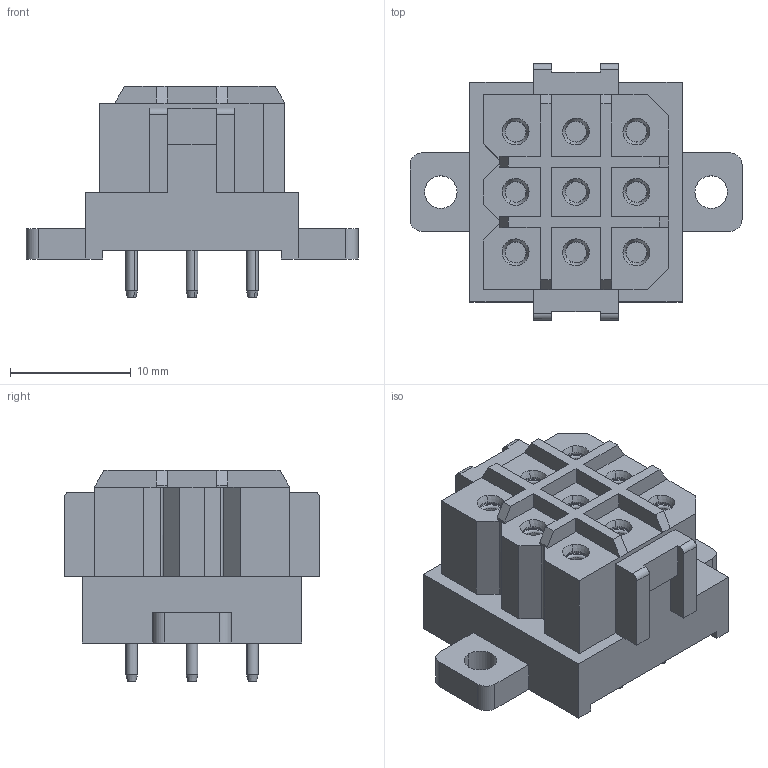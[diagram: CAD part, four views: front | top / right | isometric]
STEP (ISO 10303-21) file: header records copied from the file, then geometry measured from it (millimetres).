
FILE_DESCRIPTION(('CATIA V5 STEP Exchange','CAx-IF Rec.Pracs.--- Model Styling and Organization---1.2---2011-12-15'),'2;1');
FILE_NAME ('D1452027_0_1442700000_1442700000.stp','2018-09-20T17:23:55+00:00',('none'),('Weidmueller'),'CATIA Version 5-6 Release 2014','CATIA V5 STEP AP214','none');
FILE_SCHEMA(('AUTOMOTIVE_DESIGN { 1 0 10303 214 1 1 1 1 }'));
Length unit declared in the file: millimetre
Products named in the file (1): 1442700000
Bounding box: 27.5 x 21.2 x 17.5 mm (x, y, z)
Volume: 3514.8 mm3; surface area: 4266 mm2
Topology: 10 solids, 10 shells, 399 faces, 882 edges, 540 vertices
Faces by surface type: plane 151, cylinder 140, cone 72, torus 36
Entity records: 9567 total; most frequent: ORIENTED_EDGE 1764, CARTESIAN_POINT 1624, DIRECTION 1248, EDGE_CURVE 882, AXIS2_PLACEMENT_3D 590, VERTEX_POINT 540, VECTOR 474, LINE 474
